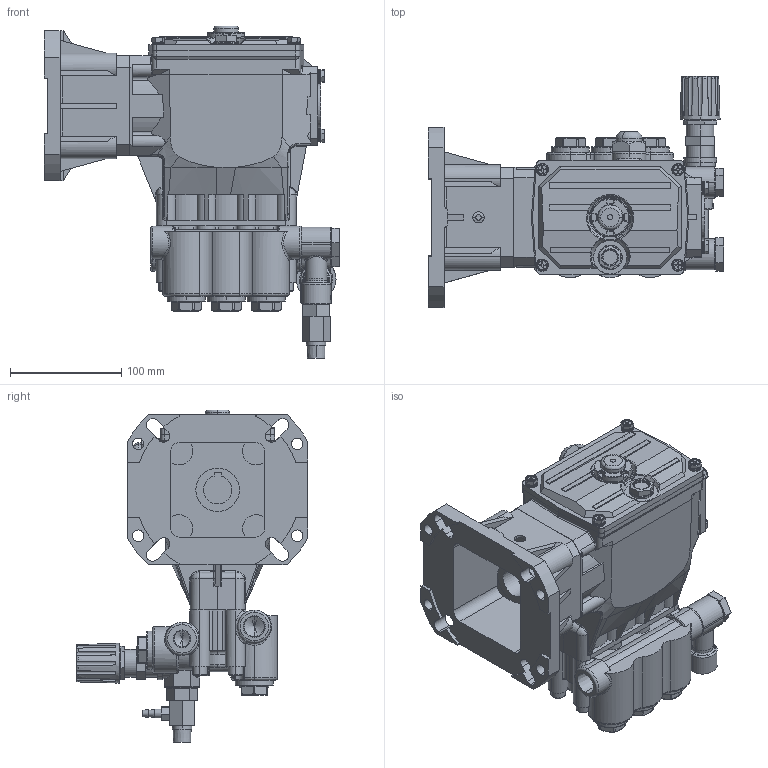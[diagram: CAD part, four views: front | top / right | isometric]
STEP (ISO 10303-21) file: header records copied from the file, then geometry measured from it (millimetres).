
FILE_DESCRIPTION (( 'STEP AP214' ), '1' );
FILE_NAME ('66DX40GS1I.STEP', '2007-01-26T17:21:03', ( ' ' ), ( ' ' ), 'SwSTEP 2.0', 'SolidWorks 2007', '' );
FILE_SCHEMA (( 'AUTOMOTIVE_DESIGN' ));
Length unit declared in the file: inch
Products named in the file (12): 87870_B18.3.1M - 8 x 1.25 x 65 Hex SHCS -- 28NHX; 48760; 7800; 66DX40GS1I; 66DX-C-CASE; 48846; rear-cover; 46798; 66DX-drive-flange; 92241; 025625-Drain-PlugRev2; 092519-Screw-Sems-M6x16Rev2
Assembly tree (30 placements, depth 2):
  66DX40GS1I
    092519-Screw-Sems-M6x16Rev2  x8
    48846
    87870_B18.3.1M - 8 x 1.25 x 65 Hex SHCS -- 28NHX  x8
    48760  x6
    46798
    66DX-C-CASE
    92241
    rear-cover
    66DX-drive-flange
    025625-Drain-PlugRev2
    7800
Bounding box: 265.52 x 208.1 x 298.75 mm (x, y, z)
Volume: 3249490.1 mm3; surface area: 410597.1 mm2
Topology: 30 solids, 30 shells, 2364 faces, 5818 edges, 3595 vertices
Faces by surface type: plane 928, cylinder 683, torus 299, bspline 217, cone 208, sphere 29
Entity records: 64405 total; most frequent: CARTESIAN_POINT 23587, ORIENTED_EDGE 8092, DIRECTION 7586, EDGE_CURVE 4046, AXIS2_PLACEMENT_3D 2908, VERTEX_POINT 2540, VECTOR 1770, LINE 1770
